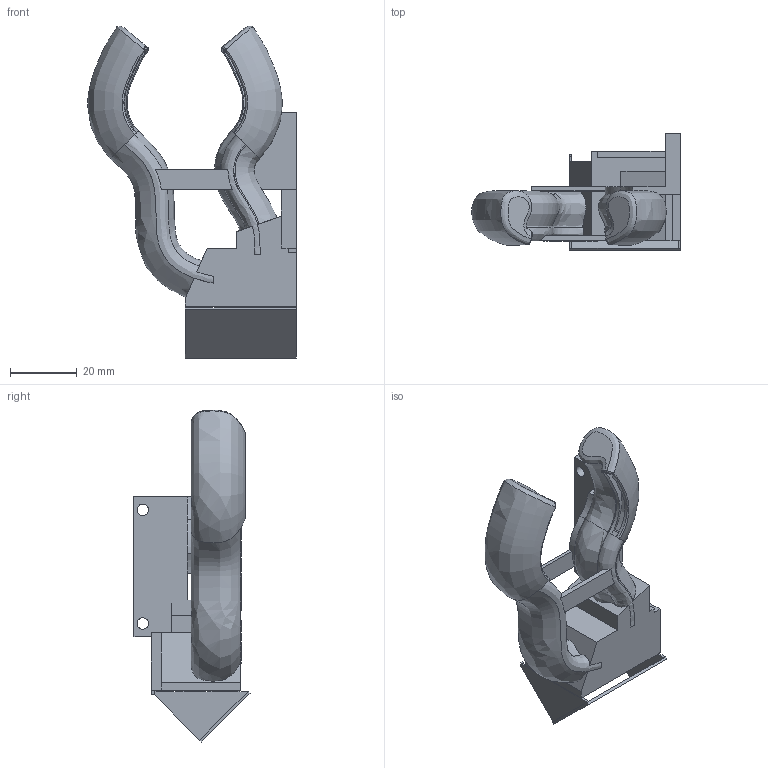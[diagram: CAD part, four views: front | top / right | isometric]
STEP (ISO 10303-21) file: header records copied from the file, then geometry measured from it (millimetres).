
FILE_DESCRIPTION(/* description */ (''),/* implementation_level */ '2;1');
FILE_NAME(/* name */ 'A-Fan-Duct-X.stp',/* time_stamp */ '2020-11-21T15:22:57-08:00',/* author */ (''),/* organization */ (''),/* preprocessor_version */ 'ST-DEVELOPER v18.1',/* originating_system */ 'Autodesk Translation Framework v9.3.0.1241',/* authorisation */ '');
FILE_SCHEMA (('AUTOMOTIVE_DESIGN { 1 0 10303 214 3 1 1 }'));
Length unit declared in the file: millimetre
Products named in the file (1): Fan Duct
Bounding box: 62.52 x 34.7 x 99.31 mm (x, y, z)
Volume: 19782.5 mm3; surface area: 23839.7 mm2
Topology: 1 solids, 1 shells, 192 faces, 562 edges, 364 vertices
Faces by surface type: plane 114, bspline 66, cylinder 12
Full cylindrical faces by diameter (mm): 3.4 x2
Entity records: 16913 total; most frequent: CARTESIAN_POINT 12464, ORIENTED_EDGE 1108, DIRECTION 606, EDGE_CURVE 554, VERTEX_POINT 360, LINE 302, VECTOR 302, B_SPLINE_CURVE_WITH_KNOTS 210
